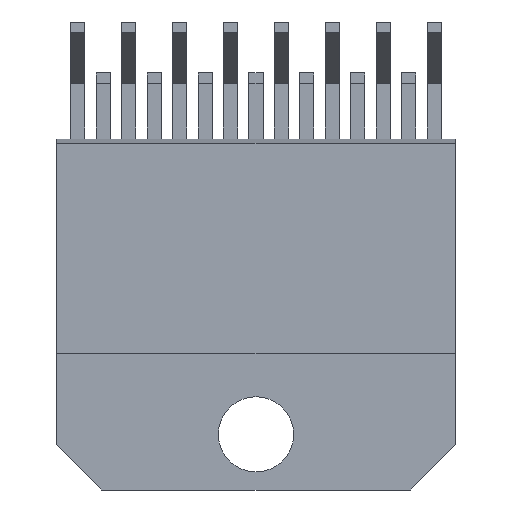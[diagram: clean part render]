
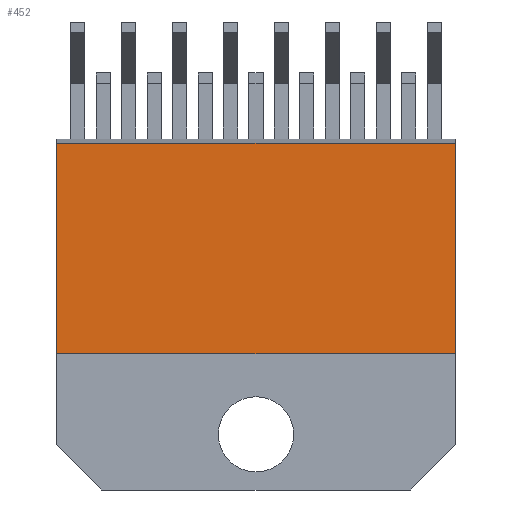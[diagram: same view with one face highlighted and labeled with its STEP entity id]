
A CAD part, front view. The second image highlights one B-rep face of the part: STEP entity #452.
In plain terms, the highlighted planar face has unit normal (0, -1, 0).
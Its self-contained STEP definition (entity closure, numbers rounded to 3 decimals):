
#12 = VERTEX_POINT ( 'NONE', #1066 ) ;
#371 = ORIENTED_EDGE ( 'NONE', *, *, #374, .F. ) ;
#374 = EDGE_CURVE ( 'NONE', #379, #398, #1763, .T. ) ;
#379 = VERTEX_POINT ( 'NONE', #1811 ) ;
#398 = VERTEX_POINT ( 'NONE', #1864 ) ;
#419 = EDGE_LOOP ( 'NONE', ( #371, #444, #434, #432 ) ) ;
#429 = EDGE_CURVE ( 'NONE', #379, #433, #1942, .T. ) ;
#432 = ORIENTED_EDGE ( 'NONE', *, *, #453, .F. ) ;
#433 = VERTEX_POINT ( 'NONE', #1985 ) ;
#434 = ORIENTED_EDGE ( 'NONE', *, *, #446, .F. ) ;
#444 = ORIENTED_EDGE ( 'NONE', *, *, #429, .T. ) ;
#446 = EDGE_CURVE ( 'NONE', #12, #433, #1979, .T. ) ;
#452 = ADVANCED_FACE ( 'NONE', ( #1997 ), #1973, .T. ) ;
#453 = EDGE_CURVE ( 'NONE', #398, #12, #2045, .T. ) ;
#1066 = CARTESIAN_POINT ( 'NONE',  ( 19.9, 0., -0.196 ) ) ;
#1762 = CARTESIAN_POINT ( 'NONE',  ( 0., 0., 0. ) ) ;
#1763 = LINE ( 'NONE', #1762, #1765 ) ;
#1764 = DIRECTION ( 'NONE',  ( 0., 0., 1. ) ) ;
#1765 = VECTOR ( 'NONE', #1764, 1000. ) ;
#1780 = DIRECTION ( 'NONE',  ( 0., -1., 0. ) ) ;
#1781 = CARTESIAN_POINT ( 'NONE',  ( 0., 0., -10.7 ) ) ;
#1811 = CARTESIAN_POINT ( 'NONE',  ( 0., 0., -10.7 ) ) ;
#1864 = CARTESIAN_POINT ( 'NONE',  ( 0., 0., -0.196 ) ) ;
#1939 = DIRECTION ( 'NONE',  ( 1., 0., 0. ) ) ;
#1940 = VECTOR ( 'NONE', #1939, 1000. ) ;
#1941 = CARTESIAN_POINT ( 'NONE',  ( 0., 0., -10.7 ) ) ;
#1942 = LINE ( 'NONE', #1941, #1940 ) ;
#1973 = PLANE ( 'NONE',  #1998 ) ;
#1978 = CARTESIAN_POINT ( 'NONE',  ( 19.9, 0., 0. ) ) ;
#1979 = LINE ( 'NONE', #1978, #2015 ) ;
#1985 = CARTESIAN_POINT ( 'NONE',  ( 19.9, 0., -10.7 ) ) ;
#1997 = FACE_OUTER_BOUND ( 'NONE', #419, .T. ) ;
#1998 = AXIS2_PLACEMENT_3D ( 'NONE', #1781, #1780, #4486 ) ;
#2006 = DIRECTION ( 'NONE',  ( 0., 0., -1. ) ) ;
#2015 = VECTOR ( 'NONE', #2006, 1000. ) ;
#2042 = DIRECTION ( 'NONE',  ( 1., 0., 0. ) ) ;
#2043 = VECTOR ( 'NONE', #2042, 1000. ) ;
#2044 = CARTESIAN_POINT ( 'NONE',  ( 0., 0., -0.196 ) ) ;
#2045 = LINE ( 'NONE', #2044, #2043 ) ;
#4486 = DIRECTION ( 'NONE',  ( 0., 0., -1. ) ) ;
